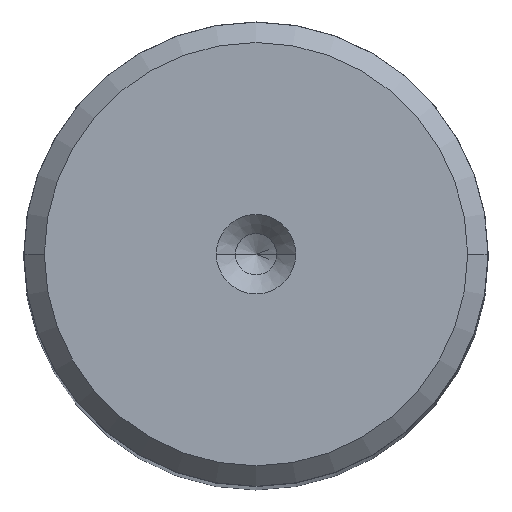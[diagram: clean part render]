
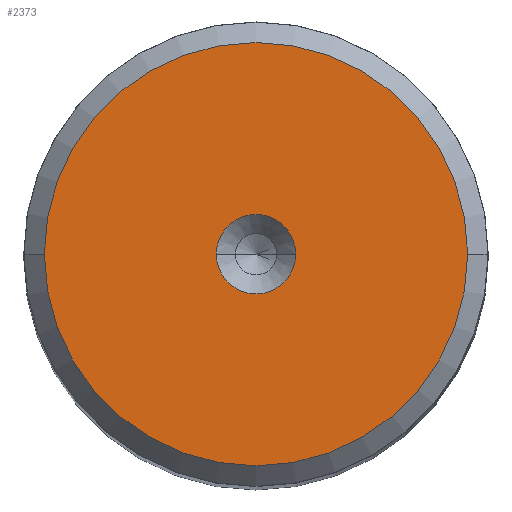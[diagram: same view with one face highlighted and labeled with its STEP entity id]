
A CAD part, top view. The second image highlights one B-rep face of the part: STEP entity #2373.
In plain terms, the highlighted planar face has unit normal (0, 0, 1).
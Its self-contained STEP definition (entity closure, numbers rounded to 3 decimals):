
#8 = EDGE_CURVE ( 'NONE', #823, #2592, #350, .T. ) ;
#143 = CARTESIAN_POINT ( 'NONE',  ( 0., 0., 200. ) ) ;
#157 = CARTESIAN_POINT ( 'NONE',  ( 0., 0., 200. ) ) ;
#206 = PLANE ( 'NONE',  #1714 ) ;
#207 = FACE_BOUND ( 'NONE', #897, .T. ) ;
#319 = DIRECTION ( 'NONE',  ( 0., 0., 1. ) ) ;
#350 = CIRCLE ( 'NONE', #1708, 3.85 ) ;
#383 = CARTESIAN_POINT ( 'NONE',  ( 3.85, 0., 200. ) ) ;
#494 = CIRCLE ( 'NONE', #1055, 3.85 ) ;
#532 = EDGE_LOOP ( 'NONE', ( #1240, #849 ) ) ;
#728 = FACE_OUTER_BOUND ( 'NONE', #532, .T. ) ;
#786 = DIRECTION ( 'NONE',  ( 1., 0., 0. ) ) ;
#803 = DIRECTION ( 'NONE',  ( 0., 0., 1. ) ) ;
#823 = VERTEX_POINT ( 'NONE', #2125 ) ;
#849 = ORIENTED_EDGE ( 'NONE', *, *, #1426, .T. ) ;
#856 = EDGE_CURVE ( 'NONE', #2181, #1370, #1094, .T. ) ;
#897 = EDGE_LOOP ( 'NONE', ( #958, #2556 ) ) ;
#958 = ORIENTED_EDGE ( 'NONE', *, *, #1359, .F. ) ;
#975 = AXIS2_PLACEMENT_3D ( 'NONE', #157, #803, #2580 ) ;
#1041 = CARTESIAN_POINT ( 'NONE',  ( 0., 0., 200. ) ) ;
#1048 = DIRECTION ( 'NONE',  ( 0., 0., 1. ) ) ;
#1055 = AXIS2_PLACEMENT_3D ( 'NONE', #1041, #1243, #786 ) ;
#1094 = CIRCLE ( 'NONE', #2830, 20.514 ) ;
#1240 = ORIENTED_EDGE ( 'NONE', *, *, #856, .T. ) ;
#1243 = DIRECTION ( 'NONE',  ( 0., 0., 1. ) ) ;
#1359 = EDGE_CURVE ( 'NONE', #2592, #823, #494, .T. ) ;
#1370 = VERTEX_POINT ( 'NONE', #2339 ) ;
#1392 = DIRECTION ( 'NONE',  ( 1., 0., 0. ) ) ;
#1401 = CIRCLE ( 'NONE', #975, 20.514 ) ;
#1426 = EDGE_CURVE ( 'NONE', #1370, #2181, #1401, .T. ) ;
#1708 = AXIS2_PLACEMENT_3D ( 'NONE', #1874, #319, #1884 ) ;
#1714 = AXIS2_PLACEMENT_3D ( 'NONE', #2499, #2480, #1392 ) ;
#1720 = DIRECTION ( 'NONE',  ( 1., 0., 0. ) ) ;
#1874 = CARTESIAN_POINT ( 'NONE',  ( 0., 0., 200. ) ) ;
#1884 = DIRECTION ( 'NONE',  ( 1., 0., 0. ) ) ;
#2125 = CARTESIAN_POINT ( 'NONE',  ( -3.85, 0., 200. ) ) ;
#2181 = VERTEX_POINT ( 'NONE', #2679 ) ;
#2339 = CARTESIAN_POINT ( 'NONE',  ( 20.514, 0., 200. ) ) ;
#2373 = ADVANCED_FACE ( 'NONE', ( #207, #728 ), #206, .T. ) ;
#2480 = DIRECTION ( 'NONE',  ( 0., 0., 1. ) ) ;
#2499 = CARTESIAN_POINT ( 'NONE',  ( 0., 0., 200. ) ) ;
#2556 = ORIENTED_EDGE ( 'NONE', *, *, #8, .F. ) ;
#2580 = DIRECTION ( 'NONE',  ( 1., 0., 0. ) ) ;
#2592 = VERTEX_POINT ( 'NONE', #383 ) ;
#2679 = CARTESIAN_POINT ( 'NONE',  ( -20.514, 0., 200. ) ) ;
#2830 = AXIS2_PLACEMENT_3D ( 'NONE', #143, #1048, #1720 ) ;
